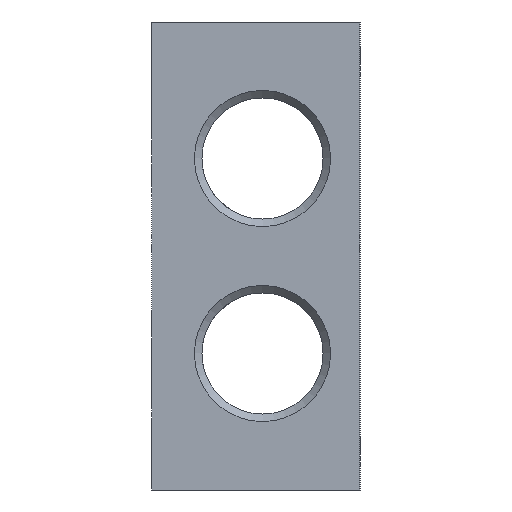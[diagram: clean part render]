
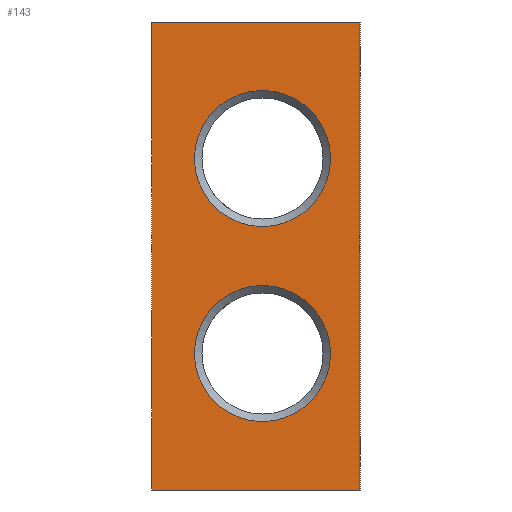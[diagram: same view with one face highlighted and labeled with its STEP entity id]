
A CAD part, left-side view. The second image highlights one B-rep face of the part: STEP entity #143.
In plain terms, the highlighted planar face has unit normal (-1, 0, 0).
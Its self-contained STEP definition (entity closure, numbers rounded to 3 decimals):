
#143 = ADVANCED_FACE( '', ( #390, #391, #392 ), #393, .F. );
#390 = FACE_BOUND( '', #664, .T. );
#391 = FACE_BOUND( '', #665, .T. );
#392 = FACE_OUTER_BOUND( '', #666, .T. );
#393 = PLANE( '', #667 );
#664 = EDGE_LOOP( '', ( #1086 ) );
#665 = EDGE_LOOP( '', ( #1087 ) );
#666 = EDGE_LOOP( '', ( #1088, #1089, #1090, #1091 ) );
#667 = AXIS2_PLACEMENT_3D( '', #1092, #1093, #1094 );
#1086 = ORIENTED_EDGE( '', *, *, #1195, .T. );
#1087 = ORIENTED_EDGE( '', *, *, #1246, .T. );
#1088 = ORIENTED_EDGE( '', *, *, #1244, .F. );
#1089 = ORIENTED_EDGE( '', *, *, #1234, .F. );
#1090 = ORIENTED_EDGE( '', *, *, #1242, .F. );
#1091 = ORIENTED_EDGE( '', *, *, #1238, .F. );
#1092 = CARTESIAN_POINT( '', ( 0., 0., 0. ) );
#1093 = DIRECTION( '', ( 1., 0., 0. ) );
#1094 = DIRECTION( '', ( 0., 0., -1. ) );
#1195 = EDGE_CURVE( '', #1354, #1354, #1355, .T. );
#1234 = EDGE_CURVE( '', #1432, #1433, #1434, .T. );
#1238 = EDGE_CURVE( '', #1440, #1441, #1442, .T. );
#1242 = EDGE_CURVE( '', #1441, #1432, #1448, .T. );
#1244 = EDGE_CURVE( '', #1433, #1440, #1450, .T. );
#1246 = EDGE_CURVE( '', #1452, #1452, #1453, .T. );
#1354 = VERTEX_POINT( '', #1651 );
#1355 = CIRCLE( '', #1652, 10.478 );
#1432 = VERTEX_POINT( '', #3114 );
#1433 = VERTEX_POINT( '', #3115 );
#1434 = LINE( '', #3116, #3117 );
#1440 = VERTEX_POINT( '', #3126 );
#1441 = VERTEX_POINT( '', #3127 );
#1442 = LINE( '', #3128, #3129 );
#1448 = LINE( '', #3138, #3139 );
#1450 = LINE( '', #3142, #3143 );
#1452 = VERTEX_POINT( '', #3146 );
#1453 = CIRCLE( '', #3147, 10.478 );
#1651 = CARTESIAN_POINT( '', ( 0., -6.523, -15. ) );
#1652 = AXIS2_PLACEMENT_3D( '', #3478, #3479, #3480 );
#3114 = CARTESIAN_POINT( '', ( 0., 0., -36. ) );
#3115 = CARTESIAN_POINT( '', ( 0., 0., 36. ) );
#3116 = CARTESIAN_POINT( '', ( 0., 0., -36. ) );
#3117 = VECTOR( '', #3544, 1000. );
#3126 = CARTESIAN_POINT( '', ( 0., -32., 36. ) );
#3127 = CARTESIAN_POINT( '', ( 0., -32., -36. ) );
#3128 = CARTESIAN_POINT( '', ( 0., -32., 36. ) );
#3129 = VECTOR( '', #3548, 1000. );
#3138 = CARTESIAN_POINT( '', ( 0., -32., -36. ) );
#3139 = VECTOR( '', #3552, 1000. );
#3142 = CARTESIAN_POINT( '', ( 0., 0., 36. ) );
#3143 = VECTOR( '', #3554, 1000. );
#3146 = CARTESIAN_POINT( '', ( 0., -6.523, 15. ) );
#3147 = AXIS2_PLACEMENT_3D( '', #3556, #3557, #3558 );
#3478 = CARTESIAN_POINT( '', ( 0., -17., -15. ) );
#3479 = DIRECTION( '', ( 1., 0., 0. ) );
#3480 = DIRECTION( '', ( 0., 1., 0. ) );
#3544 = DIRECTION( '', ( 0., 0., 1. ) );
#3548 = DIRECTION( '', ( 0., 0., -1. ) );
#3552 = DIRECTION( '', ( 0., 1., 0. ) );
#3554 = DIRECTION( '', ( 0., -1., 0. ) );
#3556 = CARTESIAN_POINT( '', ( 0., -17., 15. ) );
#3557 = DIRECTION( '', ( 1., 0., 0. ) );
#3558 = DIRECTION( '', ( 0., 1., 0. ) );
